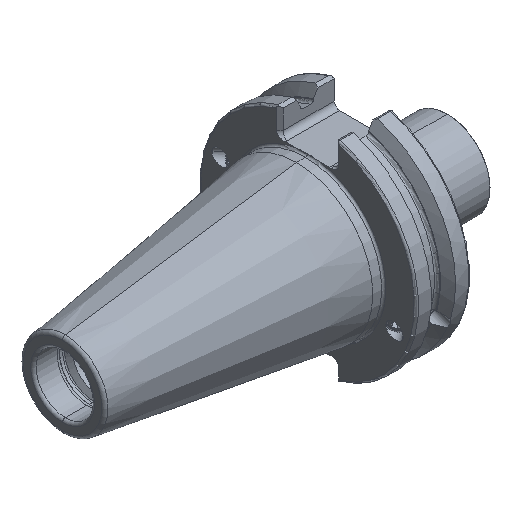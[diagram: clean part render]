
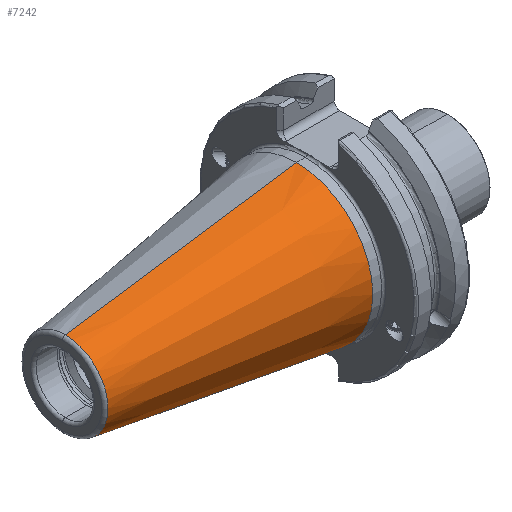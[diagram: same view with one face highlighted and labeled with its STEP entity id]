
A CAD part, isometric view. The second image highlights one B-rep face of the part: STEP entity #7242.
In plain terms, the highlighted conical face has half-angle 8.297 degrees and reference radius 22.225 mm.
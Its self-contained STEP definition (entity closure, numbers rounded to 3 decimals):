
#92 = VERTEX_POINT ( 'NONE', #4712 ) ;
#342 = LINE ( 'NONE', #736, #375 ) ;
#375 = VECTOR ( 'NONE', #775, 1000. ) ;
#482 = VERTEX_POINT ( 'NONE', #5866 ) ;
#554 = CARTESIAN_POINT ( 'NONE',  ( -67.394, 0., -12.397 ) ) ;
#736 = CARTESIAN_POINT ( 'NONE',  ( 0., 0., -22.225 ) ) ;
#775 = DIRECTION ( 'NONE',  ( 0.99, 0., -0.144 ) ) ;
#1284 = DIRECTION ( 'NONE',  ( 0., 0., 1. ) ) ;
#1321 = DIRECTION ( 'NONE',  ( -1., 0., 0. ) ) ;
#1344 = CARTESIAN_POINT ( 'NONE',  ( -67.394, 0., 0. ) ) ;
#1390 = VECTOR ( 'NONE', #8676, 1000. ) ;
#1405 = LINE ( 'NONE', #8217, #1390 ) ;
#1461 = VERTEX_POINT ( 'NONE', #554 ) ;
#1853 = EDGE_CURVE ( 'NONE', #7569, #92, #1405, .T. ) ;
#2664 = EDGE_CURVE ( 'NONE', #1461, #482, #342, .T. ) ;
#2808 = AXIS2_PLACEMENT_3D ( 'NONE', #6250, #7077, #6378 ) ;
#2885 = DIRECTION ( 'NONE',  ( 0., 0., 1. ) ) ;
#2909 = DIRECTION ( 'NONE',  ( -1., 0., 0. ) ) ;
#2934 = CARTESIAN_POINT ( 'NONE',  ( 0., 0., 0. ) ) ;
#3513 = EDGE_CURVE ( 'NONE', #482, #92, #7568, .T. ) ;
#4521 = EDGE_CURVE ( 'NONE', #1461, #7569, #6156, .T. ) ;
#4712 = CARTESIAN_POINT ( 'NONE',  ( 0., 0., 22.225 ) ) ;
#5695 = AXIS2_PLACEMENT_3D ( 'NONE', #1344, #1321, #1284 ) ;
#5866 = CARTESIAN_POINT ( 'NONE',  ( 0., 0., -22.225 ) ) ;
#6025 = ORIENTED_EDGE ( 'NONE', *, *, #3513, .T. ) ;
#6156 = CIRCLE ( 'NONE', #5695, 12.397 ) ;
#6250 = CARTESIAN_POINT ( 'NONE',  ( 0., 0., 0. ) ) ;
#6378 = DIRECTION ( 'NONE',  ( 0., 0., -1. ) ) ;
#6784 = CONICAL_SURFACE ( 'NONE', #2808, 22.225, 0.145 ) ;
#6960 = FACE_OUTER_BOUND ( 'NONE', #7195, .T. ) ;
#7077 = DIRECTION ( 'NONE',  ( 1., 0., 0. ) ) ;
#7176 = AXIS2_PLACEMENT_3D ( 'NONE', #2934, #2909, #2885 ) ;
#7195 = EDGE_LOOP ( 'NONE', ( #8646, #8628, #8608, #6025 ) ) ;
#7242 = ADVANCED_FACE ( 'NONE', ( #6960 ), #6784, .T. ) ;
#7413 = CARTESIAN_POINT ( 'NONE',  ( -67.394, 0., 12.397 ) ) ;
#7568 = CIRCLE ( 'NONE', #7176, 22.225 ) ;
#7569 = VERTEX_POINT ( 'NONE', #7413 ) ;
#8217 = CARTESIAN_POINT ( 'NONE',  ( 0., 0., 22.225 ) ) ;
#8608 = ORIENTED_EDGE ( 'NONE', *, *, #2664, .T. ) ;
#8628 = ORIENTED_EDGE ( 'NONE', *, *, #4521, .F. ) ;
#8646 = ORIENTED_EDGE ( 'NONE', *, *, #1853, .F. ) ;
#8676 = DIRECTION ( 'NONE',  ( 0.99, 0., 0.144 ) ) ;
